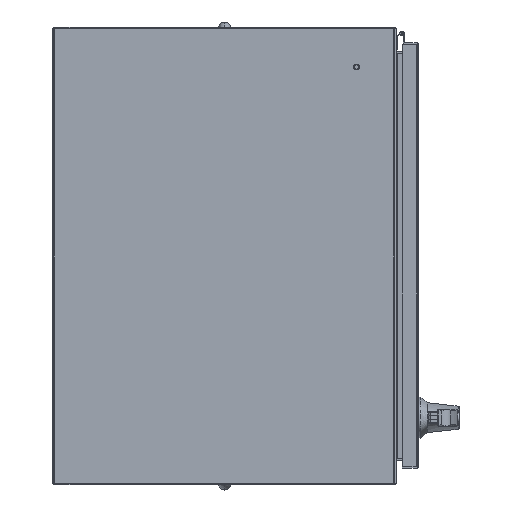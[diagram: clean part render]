
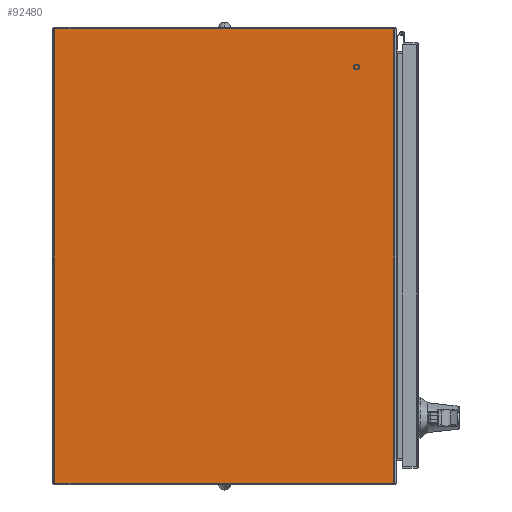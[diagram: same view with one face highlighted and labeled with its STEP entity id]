
A CAD part, front view. The second image highlights one B-rep face of the part: STEP entity #92480.
In plain terms, the highlighted face is planar.
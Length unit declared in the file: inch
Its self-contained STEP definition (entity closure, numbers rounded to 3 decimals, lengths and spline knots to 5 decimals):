
#1133 = ORIENTED_EDGE ( 'NONE', *, *, #85358, .F. ) ;
#2929 = VERTEX_POINT ( 'NONE', #33530 ) ;
#6159 = DIRECTION ( 'NONE',  ( 0., -1., 0. ) ) ;
#15493 = ORIENTED_EDGE ( 'NONE', *, *, #28802, .F. ) ;
#17083 = LINE ( 'NONE', #19437, #95636 ) ;
#17983 = VECTOR ( 'NONE', #21868, 39.37008 ) ;
#18457 = VECTOR ( 'NONE', #6159, 39.37008 ) ;
#19437 = CARTESIAN_POINT ( 'NONE',  ( -11.935, -8.857, 0. ) ) ;
#19591 = VERTEX_POINT ( 'NONE', #59106 ) ;
#20406 = LINE ( 'NONE', #37473, #17983 ) ;
#21868 = DIRECTION ( 'NONE',  ( 0., 1., 0. ) ) ;
#28802 = EDGE_CURVE ( 'NONE', #43644, #83295, #20406, .T. ) ;
#33530 = CARTESIAN_POINT ( 'NONE',  ( -11.935, 9., 0. ) ) ;
#35078 = DIRECTION ( 'NONE',  ( 1., 0., 0. ) ) ;
#35089 = DIRECTION ( 'NONE',  ( 0., 0., 1. ) ) ;
#35417 = LINE ( 'NONE', #60651, #94909 ) ;
#37473 = CARTESIAN_POINT ( 'NONE',  ( 11.935, -9., 0. ) ) ;
#37947 = ORIENTED_EDGE ( 'NONE', *, *, #90990, .F. ) ;
#43644 = VERTEX_POINT ( 'NONE', #93062 ) ;
#44394 = CARTESIAN_POINT ( 'NONE',  ( -11.935, -9., 0. ) ) ;
#46996 = LINE ( 'NONE', #44394, #18457 ) ;
#56376 = PLANE ( 'NONE',  #58286 ) ;
#58286 = AXIS2_PLACEMENT_3D ( 'NONE', #94910, #35089, #72988 ) ;
#59106 = CARTESIAN_POINT ( 'NONE',  ( -11.935, -8.857, 0. ) ) ;
#60651 = CARTESIAN_POINT ( 'NONE',  ( -11.935, 9., 0. ) ) ;
#65901 = CARTESIAN_POINT ( 'NONE',  ( 11.935, 9., 0. ) ) ;
#68932 = DIRECTION ( 'NONE',  ( -1., 0., 0. ) ) ;
#72988 = DIRECTION ( 'NONE',  ( 1., 0., 0. ) ) ;
#73968 = FACE_OUTER_BOUND ( 'NONE', #90924, .T. ) ;
#83295 = VERTEX_POINT ( 'NONE', #65901 ) ;
#85358 = EDGE_CURVE ( 'NONE', #19591, #43644, #17083, .T. ) ;
#90924 = EDGE_LOOP ( 'NONE', ( #1133, #37947, #94176, #15493 ) ) ;
#90990 = EDGE_CURVE ( 'NONE', #2929, #19591, #46996, .T. ) ;
#92480 = ADVANCED_FACE ( 'NONE', ( #73968 ), #56376, .F. ) ;
#93062 = CARTESIAN_POINT ( 'NONE',  ( 11.935, -8.857, 0. ) ) ;
#94176 = ORIENTED_EDGE ( 'NONE', *, *, #94309, .F. ) ;
#94309 = EDGE_CURVE ( 'NONE', #83295, #2929, #35417, .T. ) ;
#94909 = VECTOR ( 'NONE', #68932, 39.37008 ) ;
#94910 = CARTESIAN_POINT ( 'NONE',  ( -11.935, -9., 0. ) ) ;
#95636 = VECTOR ( 'NONE', #35078, 39.37008 ) ;
